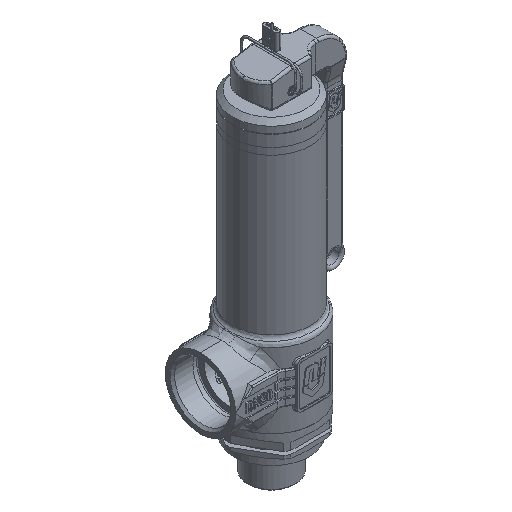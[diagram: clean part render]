
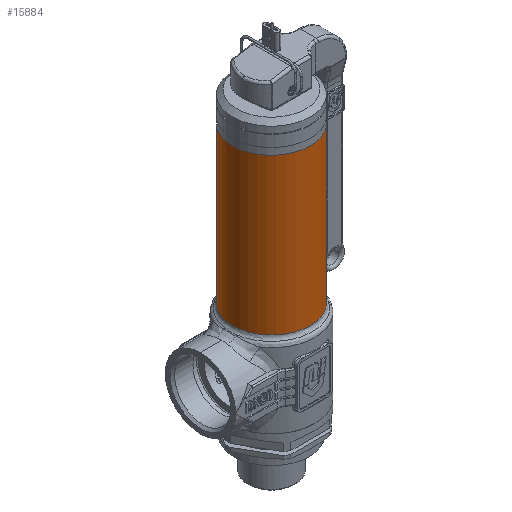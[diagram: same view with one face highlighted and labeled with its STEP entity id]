
A CAD part, isometric view. The second image highlights one B-rep face of the part: STEP entity #15884.
In plain terms, the highlighted cylindrical face has radius 17 mm (diameter 34 mm), a full revolution.
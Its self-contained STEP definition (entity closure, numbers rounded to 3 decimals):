
#15740=CARTESIAN_POINT('',(-0.,-17.,18.6));
#15741=VERTEX_POINT('',#15740);
#15831=CARTESIAN_POINT('',(-0.,17.,18.6));
#15832=VERTEX_POINT('',#15831);
#15833=CARTESIAN_POINT('',(0.,-0.,18.6));
#15834=DIRECTION('',(0.,-0.,1.));
#15835=DIRECTION('',(0.,-1.,-0.));
#15836=AXIS2_PLACEMENT_3D('',#15833,#15834,#15835);
#15837=CIRCLE('',#15836,17.);
#15838=EDGE_CURVE('NONE',#15832,#15741,#15837,.T.);
#15840=CARTESIAN_POINT('',(0.,-0.,18.6));
#15841=DIRECTION('',(0.,-0.,1.));
#15842=DIRECTION('',(0.,-1.,-0.));
#15843=AXIS2_PLACEMENT_3D('',#15840,#15841,#15842);
#15844=CIRCLE('',#15843,17.);
#15845=EDGE_CURVE('NONE',#15741,#15832,#15844,.T.);
#15850=CARTESIAN_POINT('',(0.,-0.,86.6));
#15851=DIRECTION('',(0.,0.,-1.));
#15852=DIRECTION('',(0.,1.,0.));
#15853=AXIS2_PLACEMENT_3D('',#15850,#15851,#15852);
#15854=CYLINDRICAL_SURFACE('',#15853,17.);
#15855=CARTESIAN_POINT('',(-0.,17.,86.6));
#15856=VERTEX_POINT('',#15855);
#15857=CARTESIAN_POINT('',(0.,17.,18.6));
#15858=DIRECTION('',(-0.,-0.,1.));
#15859=VECTOR('',#15858,68.);
#15860=LINE('',#15857,#15859);
#15861=EDGE_CURVE('',#15832,#15856,#15860,.T.);
#15862=ORIENTED_EDGE('',*,*,#15861,.T.);
#15863=CARTESIAN_POINT('',(0.,-17.,86.6));
#15864=VERTEX_POINT('',#15863);
#15865=CARTESIAN_POINT('',(0.,-0.,86.6));
#15866=DIRECTION('',(-0.,-0.,1.));
#15867=DIRECTION('',(0.,1.,0.));
#15868=AXIS2_PLACEMENT_3D('',#15865,#15866,#15867);
#15869=CIRCLE('',#15868,17.);
#15870=EDGE_CURVE('NONE',#15864,#15856,#15869,.T.);
#15871=ORIENTED_EDGE('',*,*,#15870,.F.);
#15872=CARTESIAN_POINT('',(0.,-0.,86.6));
#15873=DIRECTION('',(-0.,-0.,1.));
#15874=DIRECTION('',(0.,1.,0.));
#15875=AXIS2_PLACEMENT_3D('',#15872,#15873,#15874);
#15876=CIRCLE('',#15875,17.);
#15877=EDGE_CURVE('NONE',#15856,#15864,#15876,.T.);
#15878=ORIENTED_EDGE('',*,*,#15877,.F.);
#15879=ORIENTED_EDGE('',*,*,#15861,.F.);
#15880=ORIENTED_EDGE('',*,*,#15838,.T.);
#15881=ORIENTED_EDGE('',*,*,#15845,.T.);
#15882=EDGE_LOOP('',(#15862,#15871,#15878,#15879,#15880,#15881));
#15883=FACE_BOUND('',#15882,.T.);
#15884=ADVANCED_FACE('NONE',(#15883),#15854,.T.);
